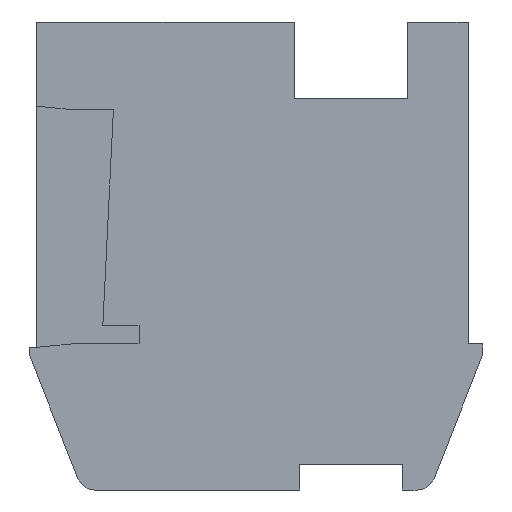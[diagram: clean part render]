
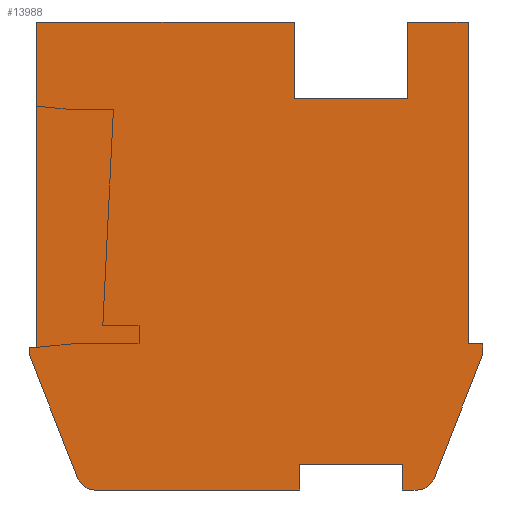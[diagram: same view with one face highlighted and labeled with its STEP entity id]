
A CAD part, front view. The second image highlights one B-rep face of the part: STEP entity #13988.
In plain terms, the highlighted planar face has unit normal (0, -1, 0).
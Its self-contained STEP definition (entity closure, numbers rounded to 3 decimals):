
#1=DIRECTION('',(-0.365,0.,-0.931));
#2=VECTOR('',#1,3.633);
#3=CARTESIAN_POINT('',(6.2,0.,-2.7));
#4=LINE('',#3,#2);
#5=CARTESIAN_POINT('',(4.409,0.,-5.9));
#6=DIRECTION('',(0.,1.,0.));
#7=DIRECTION('',(0.931,0.,-0.365));
#8=AXIS2_PLACEMENT_3D('',#5,#6,#7);
#10=DIRECTION('',(-1.,0.,0.));
#11=VECTOR('',#10,0.409);
#12=CARTESIAN_POINT('',(4.409,0.,-6.4));
#13=LINE('',#12,#11);
#14=DIRECTION('',(0.,0.,1.));
#15=VECTOR('',#14,0.7);
#16=CARTESIAN_POINT('',(4.,0.,-6.4));
#17=LINE('',#16,#15);
#18=DIRECTION('',(-1.,0.,0.));
#19=VECTOR('',#18,2.8);
#20=CARTESIAN_POINT('',(4.,0.,-5.7));
#21=LINE('',#20,#19);
#22=DIRECTION('',(0.,0.,-1.));
#23=VECTOR('',#22,0.7);
#24=CARTESIAN_POINT('',(1.2,0.,-5.7));
#25=LINE('',#24,#23);
#26=DIRECTION('',(-1.,0.,0.));
#27=VECTOR('',#26,5.609);
#28=CARTESIAN_POINT('',(1.2,0.,-6.4));
#29=LINE('',#28,#27);
#30=CARTESIAN_POINT('',(-4.409,0.,-5.9));
#31=DIRECTION('',(0.,1.,0.));
#32=DIRECTION('',(0.,0.,-1.));
#33=AXIS2_PLACEMENT_3D('',#30,#31,#32);
#35=DIRECTION('',(-0.365,0.,0.931));
#36=VECTOR('',#35,3.633);
#37=CARTESIAN_POINT('',(-4.874,0.,-6.082));
#38=LINE('',#37,#36);
#39=DIRECTION('',(0.,0.,1.));
#40=VECTOR('',#39,0.2);
#41=CARTESIAN_POINT('',(-6.2,0.,-2.7));
#42=LINE('',#41,#40);
#43=DIRECTION('',(1.,0.,0.));
#44=VECTOR('',#43,0.2);
#45=CARTESIAN_POINT('',(-6.2,0.,-2.5));
#46=LINE('',#45,#44);
#47=DIRECTION('',(0.,0.,1.));
#48=VECTOR('',#47,8.9);
#49=CARTESIAN_POINT('',(-6.,0.,-2.5));
#50=LINE('',#49,#48);
#51=DIRECTION('',(1.,0.,0.));
#52=VECTOR('',#51,7.05);
#53=CARTESIAN_POINT('',(-6.,0.,6.4));
#54=LINE('',#53,#52);
#55=DIRECTION('',(0.,0.,-1.));
#56=VECTOR('',#55,2.1);
#57=CARTESIAN_POINT('',(1.05,0.,6.4));
#58=LINE('',#57,#56);
#59=DIRECTION('',(1.,0.,0.));
#60=VECTOR('',#59,3.1);
#61=CARTESIAN_POINT('',(1.05,0.,4.3));
#62=LINE('',#61,#60);
#63=DIRECTION('',(0.,0.,1.));
#64=VECTOR('',#63,2.1);
#65=CARTESIAN_POINT('',(4.15,0.,4.3));
#66=LINE('',#65,#64);
#67=DIRECTION('',(1.,0.,0.));
#68=VECTOR('',#67,1.65);
#69=CARTESIAN_POINT('',(4.15,0.,6.4));
#70=LINE('',#69,#68);
#71=DIRECTION('',(0.,0.,-1.));
#72=VECTOR('',#71,8.8);
#73=CARTESIAN_POINT('',(5.8,0.,6.4));
#74=LINE('',#73,#72);
#75=DIRECTION('',(1.,0.,0.));
#76=VECTOR('',#75,0.4);
#77=CARTESIAN_POINT('',(5.8,0.,-2.4));
#78=LINE('',#77,#76);
#79=DIRECTION('',(0.,0.,-1.));
#80=VECTOR('',#79,0.3);
#81=CARTESIAN_POINT('',(6.2,0.,-2.4));
#82=LINE('',#81,#80);
#10641=CARTESIAN_POINT('',(6.2,0.,-2.7));
#10642=CARTESIAN_POINT('',(4.874,0.,-6.082));
#10643=VERTEX_POINT('',#10641);
#10644=VERTEX_POINT('',#10642);
#10645=CARTESIAN_POINT('',(4.409,0.,-6.4));
#10646=VERTEX_POINT('',#10645);
#10647=CARTESIAN_POINT('',(4.,0.,-6.4));
#10648=VERTEX_POINT('',#10647);
#10649=CARTESIAN_POINT('',(4.,0.,-5.7));
#10650=VERTEX_POINT('',#10649);
#10651=CARTESIAN_POINT('',(1.2,0.,-5.7));
#10652=VERTEX_POINT('',#10651);
#10653=CARTESIAN_POINT('',(1.2,0.,-6.4));
#10654=VERTEX_POINT('',#10653);
#10655=CARTESIAN_POINT('',(-4.409,0.,-6.4));
#10656=VERTEX_POINT('',#10655);
#10657=CARTESIAN_POINT('',(-4.874,0.,-6.082));
#10658=VERTEX_POINT('',#10657);
#10659=CARTESIAN_POINT('',(-6.2,0.,-2.7));
#10660=VERTEX_POINT('',#10659);
#10661=CARTESIAN_POINT('',(-6.2,0.,-2.5));
#10662=VERTEX_POINT('',#10661);
#10663=CARTESIAN_POINT('',(-6.,0.,-2.5));
#10664=VERTEX_POINT('',#10663);
#10665=CARTESIAN_POINT('',(-6.,0.,6.4));
#10666=VERTEX_POINT('',#10665);
#10667=CARTESIAN_POINT('',(1.05,0.,6.4));
#10668=VERTEX_POINT('',#10667);
#10669=CARTESIAN_POINT('',(1.05,0.,4.3));
#10670=VERTEX_POINT('',#10669);
#10671=CARTESIAN_POINT('',(4.15,0.,4.3));
#10672=VERTEX_POINT('',#10671);
#10673=CARTESIAN_POINT('',(4.15,0.,6.4));
#10674=VERTEX_POINT('',#10673);
#10675=CARTESIAN_POINT('',(5.8,0.,6.4));
#10676=VERTEX_POINT('',#10675);
#10677=CARTESIAN_POINT('',(5.8,0.,-2.4));
#10678=VERTEX_POINT('',#10677);
#10679=CARTESIAN_POINT('',(6.2,0.,-2.4));
#10680=VERTEX_POINT('',#10679);
#13941=CARTESIAN_POINT('',(0.,0.,0.));
#13942=DIRECTION('',(0.,1.,0.));
#13943=DIRECTION('',(1.,0.,0.));
#13944=AXIS2_PLACEMENT_3D('',#13941,#13942,#13943);
#13945=PLANE('',#13944);
#13947=ORIENTED_EDGE('',*,*,#13946,.T.);
#13949=ORIENTED_EDGE('',*,*,#13948,.T.);
#13951=ORIENTED_EDGE('',*,*,#13950,.T.);
#13953=ORIENTED_EDGE('',*,*,#13952,.T.);
#13955=ORIENTED_EDGE('',*,*,#13954,.T.);
#13957=ORIENTED_EDGE('',*,*,#13956,.T.);
#13959=ORIENTED_EDGE('',*,*,#13958,.T.);
#13961=ORIENTED_EDGE('',*,*,#13960,.T.);
#13963=ORIENTED_EDGE('',*,*,#13962,.T.);
#13965=ORIENTED_EDGE('',*,*,#13964,.T.);
#13967=ORIENTED_EDGE('',*,*,#13966,.T.);
#13969=ORIENTED_EDGE('',*,*,#13968,.T.);
#13971=ORIENTED_EDGE('',*,*,#13970,.T.);
#13973=ORIENTED_EDGE('',*,*,#13972,.T.);
#13975=ORIENTED_EDGE('',*,*,#13974,.T.);
#13977=ORIENTED_EDGE('',*,*,#13976,.T.);
#13979=ORIENTED_EDGE('',*,*,#13978,.T.);
#13981=ORIENTED_EDGE('',*,*,#13980,.T.);
#13983=ORIENTED_EDGE('',*,*,#13982,.T.);
#13985=ORIENTED_EDGE('',*,*,#13984,.T.);
#13986=EDGE_LOOP('',(#13947,#13949,#13951,#13953,#13955,#13957,#13959,#13961,
#13963,#13965,#13967,#13969,#13971,#13973,#13975,#13977,#13979,#13981,#13983,
#13985));
#13987=FACE_OUTER_BOUND('',#13986,.F.);
#13988=ADVANCED_FACE('',(#13987),#13945,.F.);
#9=CIRCLE('',#8,0.5);
#34=CIRCLE('',#33,0.5);
#13946=EDGE_CURVE('',#10643,#10644,#4,.T.);
#13948=EDGE_CURVE('',#10644,#10646,#9,.T.);
#13950=EDGE_CURVE('',#10646,#10648,#13,.T.);
#13952=EDGE_CURVE('',#10648,#10650,#17,.T.);
#13954=EDGE_CURVE('',#10650,#10652,#21,.T.);
#13956=EDGE_CURVE('',#10652,#10654,#25,.T.);
#13958=EDGE_CURVE('',#10654,#10656,#29,.T.);
#13960=EDGE_CURVE('',#10656,#10658,#34,.T.);
#13962=EDGE_CURVE('',#10658,#10660,#38,.T.);
#13964=EDGE_CURVE('',#10660,#10662,#42,.T.);
#13966=EDGE_CURVE('',#10662,#10664,#46,.T.);
#13968=EDGE_CURVE('',#10664,#10666,#50,.T.);
#13970=EDGE_CURVE('',#10666,#10668,#54,.T.);
#13972=EDGE_CURVE('',#10668,#10670,#58,.T.);
#13974=EDGE_CURVE('',#10670,#10672,#62,.T.);
#13976=EDGE_CURVE('',#10672,#10674,#66,.T.);
#13978=EDGE_CURVE('',#10674,#10676,#70,.T.);
#13980=EDGE_CURVE('',#10676,#10678,#74,.T.);
#13982=EDGE_CURVE('',#10678,#10680,#78,.T.);
#13984=EDGE_CURVE('',#10680,#10643,#82,.T.);
